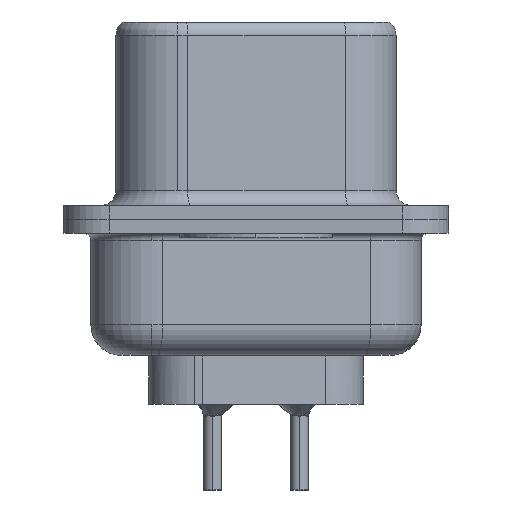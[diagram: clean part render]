
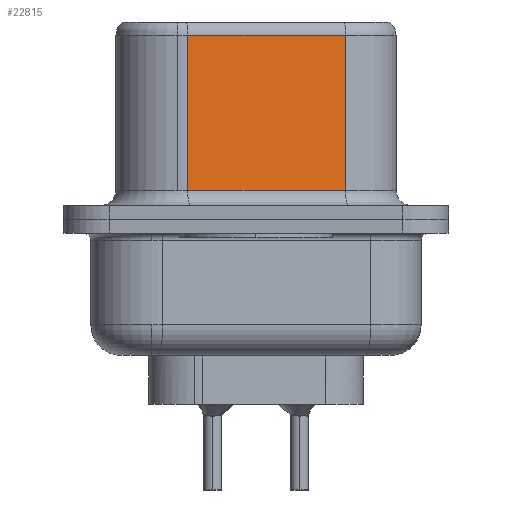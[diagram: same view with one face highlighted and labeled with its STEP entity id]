
A CAD part, left-side view. The second image highlights one B-rep face of the part: STEP entity #22815.
In plain terms, the highlighted planar face has unit normal (-0.985, -0.174, 0).
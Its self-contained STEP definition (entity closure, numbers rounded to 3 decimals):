
#423 = VERTEX_POINT ( 'NONE', #13357 ) ;
#1008 = ORIENTED_EDGE ( 'NONE', *, *, #2862, .T. ) ;
#1429 = VECTOR ( 'NONE', #14911, 1000. ) ;
#1513 = ORIENTED_EDGE ( 'NONE', *, *, #21526, .T. ) ;
#1665 = PLANE ( 'NONE',  #7367 ) ;
#1757 = VECTOR ( 'NONE', #13460, 1000. ) ;
#2536 = ORIENTED_EDGE ( 'NONE', *, *, #19530, .F. ) ;
#2862 = EDGE_CURVE ( 'NONE', #5250, #5926, #17802, .T. ) ;
#4479 = CARTESIAN_POINT ( 'NONE',  ( 4.58, -2.927, 6.02 ) ) ;
#5250 = VERTEX_POINT ( 'NONE', #4479 ) ;
#5332 = DIRECTION ( 'NONE',  ( 0.985, 0.174, 0. ) ) ;
#5926 = VERTEX_POINT ( 'NONE', #13916 ) ;
#5949 = DIRECTION ( 'NONE',  ( -0.174, 0.985, 0. ) ) ;
#6034 = CARTESIAN_POINT ( 'NONE',  ( 4.58, -2.927, 0.95 ) ) ;
#6587 = LINE ( 'NONE', #9880, #1757 ) ;
#6964 = VERTEX_POINT ( 'NONE', #6034 ) ;
#7367 = AXIS2_PLACEMENT_3D ( 'NONE', #19532, #5332, #17808 ) ;
#9880 = CARTESIAN_POINT ( 'NONE',  ( 3.67, 2.233, 6.52 ) ) ;
#13357 = CARTESIAN_POINT ( 'NONE',  ( 3.67, 2.233, 0.95 ) ) ;
#13460 = DIRECTION ( 'NONE',  ( 0., 0., -1. ) ) ;
#13916 = CARTESIAN_POINT ( 'NONE',  ( 3.67, 2.233, 6.02 ) ) ;
#14911 = DIRECTION ( 'NONE',  ( 0., 0., -1. ) ) ;
#16332 = LINE ( 'NONE', #22028, #1429 ) ;
#16886 = ORIENTED_EDGE ( 'NONE', *, *, #18736, .T. ) ;
#17536 = CARTESIAN_POINT ( 'NONE',  ( 4.58, -2.927, 0.95 ) ) ;
#17802 = LINE ( 'NONE', #22088, #22048 ) ;
#17808 = DIRECTION ( 'NONE',  ( -0.174, 0.985, 0. ) ) ;
#17879 = VECTOR ( 'NONE', #19296, 1000. ) ;
#18693 = EDGE_LOOP ( 'NONE', ( #2536, #1008, #16886, #1513 ) ) ;
#18736 = EDGE_CURVE ( 'NONE', #5926, #423, #6587, .T. ) ;
#19296 = DIRECTION ( 'NONE',  ( 0.174, -0.985, 0. ) ) ;
#19530 = EDGE_CURVE ( 'NONE', #5250, #6964, #16332, .T. ) ;
#19532 = CARTESIAN_POINT ( 'NONE',  ( 4.58, -2.927, 6.52 ) ) ;
#21526 = EDGE_CURVE ( 'NONE', #423, #6964, #22678, .T. ) ;
#21783 = FACE_OUTER_BOUND ( 'NONE', #18693, .T. ) ;
#22028 = CARTESIAN_POINT ( 'NONE',  ( 4.58, -2.927, 6.52 ) ) ;
#22048 = VECTOR ( 'NONE', #5949, 1000. ) ;
#22088 = CARTESIAN_POINT ( 'NONE',  ( 4.58, -2.927, 6.02 ) ) ;
#22678 = LINE ( 'NONE', #17536, #17879 ) ;
#22815 = ADVANCED_FACE ( 'NONE', ( #21783 ), #1665, .F. ) ;
